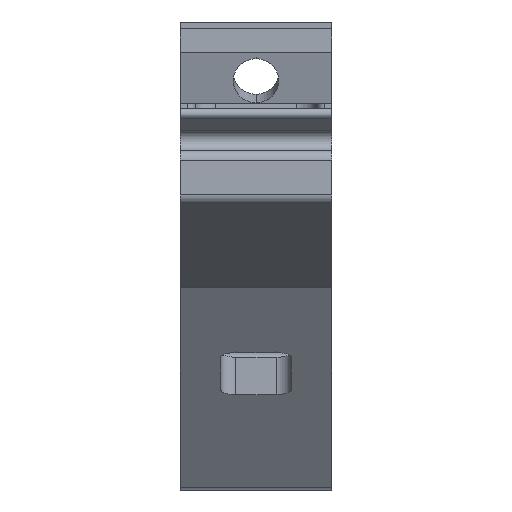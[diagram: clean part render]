
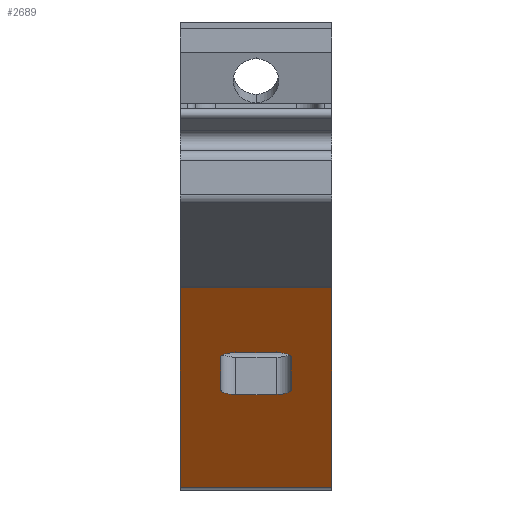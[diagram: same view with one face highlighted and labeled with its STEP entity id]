
A CAD part, front view. The second image highlights one B-rep face of the part: STEP entity #2689.
In plain terms, the highlighted planar face has unit normal (0, -0.309, -0.951).
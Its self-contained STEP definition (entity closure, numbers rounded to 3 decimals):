
#173 = CARTESIAN_POINT ( 'NONE',  ( 3.5, 13.971, -20.29 ) ) ;
#202 = VERTEX_POINT ( 'NONE', #6043 ) ;
#319 = CARTESIAN_POINT ( 'NONE',  ( 2., 13.35, -20.087 ) ) ;
#355 = LINE ( 'NONE', #5215, #356 ) ;
#356 = VECTOR ( 'NONE', #5354, 1000. ) ;
#538 = EDGE_CURVE ( 'NONE', #4327, #759, #3471, .T. ) ;
#607 = CARTESIAN_POINT ( 'NONE',  ( -3.5, 24.55, -23.733 ) ) ;
#656 = CARTESIAN_POINT ( 'NONE',  ( -7.5, -11.241, -12.083 ) ) ;
#725 = EDGE_CURVE ( 'NONE', #2861, #2825, #4312, .T. ) ;
#734 = VERTEX_POINT ( 'NONE', #5330 ) ;
#759 = VERTEX_POINT ( 'NONE', #5680 ) ;
#959 = CARTESIAN_POINT ( 'NONE',  ( -129.196, 26.05, -24.221 ) ) ;
#1103 =( BOUNDED_CURVE ( )  B_SPLINE_CURVE ( 3, ( #6828, #2929, #4049, #607 ),
 .UNSPECIFIED., .F., .F. ) 
 B_SPLINE_CURVE_WITH_KNOTS ( ( 4, 4 ),
 ( 0., 1.571 ),
 .UNSPECIFIED. ) 
 CURVE ( )  GEOMETRIC_REPRESENTATION_ITEM ( )  RATIONAL_B_SPLINE_CURVE ( ( 1., 0.805, 0.805, 1. ) ) 
 REPRESENTATION_ITEM ( '' )  );
#1174 = CARTESIAN_POINT ( 'NONE',  ( 7.5, 54.256, -33.403 ) ) ;
#1193 = EDGE_CURVE ( 'NONE', #734, #1702, #355, .T. ) ;
#1373 = EDGE_CURVE ( 'NONE', #7383, #6371, #7123, .T. ) ;
#1538 = LINE ( 'NONE', #4702, #7361 ) ;
#1588 = EDGE_CURVE ( 'NONE', #1702, #202, #3626, .T. ) ;
#1591 = CARTESIAN_POINT ( 'NONE',  ( -3.5, 14.85, -20.576 ) ) ;
#1655 = VECTOR ( 'NONE', #5238, 1000. ) ;
#1702 = VERTEX_POINT ( 'NONE', #3426 ) ;
#1824 = LINE ( 'NONE', #5106, #1655 ) ;
#1900 = LINE ( 'NONE', #3967, #6033 ) ;
#1905 = EDGE_CURVE ( 'NONE', #2700, #5174, #2998, .T. ) ;
#2136 = EDGE_CURVE ( 'NONE', #202, #2700, #2817, .T. ) ;
#2145 = VECTOR ( 'NONE', #5970, 1000. ) ;
#2207 = VECTOR ( 'NONE', #4703, 1000. ) ;
#2344 = EDGE_CURVE ( 'NONE', #5174, #4262, #1824, .T. ) ;
#2475 = DIRECTION ( 'NONE',  ( 0., -0.951, 0.31 ) ) ;
#2689 = ADVANCED_FACE ( 'NONE', ( #7195, #6121 ), #6797, .T. ) ;
#2700 = VERTEX_POINT ( 'NONE', #319 ) ;
#2743 = VECTOR ( 'NONE', #3075, 1000. ) ;
#2817 = LINE ( 'NONE', #4222, #2743 ) ;
#2825 = VERTEX_POINT ( 'NONE', #656 ) ;
#2861 = VERTEX_POINT ( 'NONE', #4413 ) ;
#2929 = CARTESIAN_POINT ( 'NONE',  ( -2.879, 26.05, -24.221 ) ) ;
#2998 =( BOUNDED_CURVE ( )  B_SPLINE_CURVE ( 3, ( #3126, #5979, #173, #5359 ),
 .UNSPECIFIED., .F., .T. ) 
 B_SPLINE_CURVE_WITH_KNOTS ( ( 4, 4 ),
 ( 0., 1.571 ),
 .UNSPECIFIED. ) 
 CURVE ( )  GEOMETRIC_REPRESENTATION_ITEM ( )  RATIONAL_B_SPLINE_CURVE ( ( 1., 0.805, 0.805, 1. ) ) 
 REPRESENTATION_ITEM ( '' )  );
#3022 = EDGE_CURVE ( 'NONE', #4262, #4327, #3993, .T. ) ;
#3075 = DIRECTION ( 'NONE',  ( 1., 0., 0. ) ) ;
#3126 = CARTESIAN_POINT ( 'NONE',  ( 2., 13.35, -20.087 ) ) ;
#3199 = ORIENTED_EDGE ( 'NONE', *, *, #2136, .T. ) ;
#3219 = ORIENTED_EDGE ( 'NONE', *, *, #1905, .T. ) ;
#3238 = CARTESIAN_POINT ( 'NONE',  ( -7.5, 54.256, -33.403 ) ) ;
#3242 = ORIENTED_EDGE ( 'NONE', *, *, #2344, .T. ) ;
#3292 = CARTESIAN_POINT ( 'NONE',  ( 2., 26.05, -24.221 ) ) ;
#3295 = ORIENTED_EDGE ( 'NONE', *, *, #3022, .T. ) ;
#3303 = ORIENTED_EDGE ( 'NONE', *, *, #538, .T. ) ;
#3328 = ORIENTED_EDGE ( 'NONE', *, *, #3456, .T. ) ;
#3359 = AXIS2_PLACEMENT_3D ( 'NONE', #6374, #6187, #5954 ) ;
#3363 = CARTESIAN_POINT ( 'NONE',  ( 2.879, 26.05, -24.221 ) ) ;
#3369 = CARTESIAN_POINT ( 'NONE',  ( 3.5, 24.55, -23.733 ) ) ;
#3378 = ORIENTED_EDGE ( 'NONE', *, *, #1193, .T. ) ;
#3409 = ORIENTED_EDGE ( 'NONE', *, *, #1588, .T. ) ;
#3421 = CARTESIAN_POINT ( 'NONE',  ( 3.5, 25.429, -24.019 ) ) ;
#3426 = CARTESIAN_POINT ( 'NONE',  ( -3.5, 14.85, -20.576 ) ) ;
#3456 = EDGE_CURVE ( 'NONE', #759, #734, #1103, .T. ) ;
#3471 = LINE ( 'NONE', #959, #2145 ) ;
#3472 = ORIENTED_EDGE ( 'NONE', *, *, #5450, .F. ) ;
#3477 = ORIENTED_EDGE ( 'NONE', *, *, #1373, .T. ) ;
#3492 = ORIENTED_EDGE ( 'NONE', *, *, #5013, .T. ) ;
#3501 = ORIENTED_EDGE ( 'NONE', *, *, #725, .T. ) ;
#3626 =( BOUNDED_CURVE ( )  B_SPLINE_CURVE ( 3, ( #1591, #5495, #7171, #3853 ),
 .UNSPECIFIED., .F., .T. ) 
 B_SPLINE_CURVE_WITH_KNOTS ( ( 4, 4 ),
 ( 4.712, 6.283 ),
 .UNSPECIFIED. ) 
 CURVE ( )  GEOMETRIC_REPRESENTATION_ITEM ( )  RATIONAL_B_SPLINE_CURVE ( ( 1., 0.805, 0.805, 1. ) ) 
 REPRESENTATION_ITEM ( '' )  );
#3853 = CARTESIAN_POINT ( 'NONE',  ( -2., 13.35, -20.087 ) ) ;
#3967 = CARTESIAN_POINT ( 'NONE',  ( 7.5, -33., -5. ) ) ;
#3993 =( BOUNDED_CURVE ( )  B_SPLINE_CURVE ( 3, ( #3369, #3421, #3363, #3292 ),
 .UNSPECIFIED., .F., .F. ) 
 B_SPLINE_CURVE_WITH_KNOTS ( ( 4, 4 ),
 ( 4.712, 6.283 ),
 .UNSPECIFIED. ) 
 CURVE ( )  GEOMETRIC_REPRESENTATION_ITEM ( )  RATIONAL_B_SPLINE_CURVE ( ( 1., 0.805, 0.805, 1. ) ) 
 REPRESENTATION_ITEM ( '' )  );
#4049 = CARTESIAN_POINT ( 'NONE',  ( -3.5, 25.429, -24.019 ) ) ;
#4222 = CARTESIAN_POINT ( 'NONE',  ( -129.196, 13.35, -20.087 ) ) ;
#4262 = VERTEX_POINT ( 'NONE', #6541 ) ;
#4312 = LINE ( 'NONE', #4662, #2207 ) ;
#4327 = VERTEX_POINT ( 'NONE', #4370 ) ;
#4370 = CARTESIAN_POINT ( 'NONE',  ( 2., 26.05, -24.221 ) ) ;
#4413 = CARTESIAN_POINT ( 'NONE',  ( 7.5, -11.241, -12.083 ) ) ;
#4662 = CARTESIAN_POINT ( 'NONE',  ( -27.054, -11.241, -12.083 ) ) ;
#4702 = CARTESIAN_POINT ( 'NONE',  ( -7.5, 54.256, -33.403 ) ) ;
#4703 = DIRECTION ( 'NONE',  ( -1., 0., 0. ) ) ;
#5013 = EDGE_CURVE ( 'NONE', #6371, #2861, #1900, .T. ) ;
#5106 = CARTESIAN_POINT ( 'NONE',  ( 3.5, -33., -5. ) ) ;
#5174 = VERTEX_POINT ( 'NONE', #6149 ) ;
#5215 = CARTESIAN_POINT ( 'NONE',  ( -3.5, -33., -5. ) ) ;
#5238 = DIRECTION ( 'NONE',  ( 0., 0.951, -0.31 ) ) ;
#5330 = CARTESIAN_POINT ( 'NONE',  ( -3.5, 24.55, -23.733 ) ) ;
#5354 = DIRECTION ( 'NONE',  ( 0., -0.951, 0.31 ) ) ;
#5359 = CARTESIAN_POINT ( 'NONE',  ( 3.5, 14.85, -20.576 ) ) ;
#5450 = EDGE_CURVE ( 'NONE', #7383, #2825, #1538, .T. ) ;
#5495 = CARTESIAN_POINT ( 'NONE',  ( -3.5, 13.971, -20.29 ) ) ;
#5680 = CARTESIAN_POINT ( 'NONE',  ( -2., 26.05, -24.221 ) ) ;
#5809 = EDGE_LOOP ( 'NONE', ( #3472, #3477, #3492, #3501 ) ) ;
#5954 = DIRECTION ( 'NONE',  ( 0., 0.951, -0.31 ) ) ;
#5970 = DIRECTION ( 'NONE',  ( -1., 0., 0. ) ) ;
#5979 = CARTESIAN_POINT ( 'NONE',  ( 2.879, 13.35, -20.087 ) ) ;
#6033 = VECTOR ( 'NONE', #6172, 1000. ) ;
#6043 = CARTESIAN_POINT ( 'NONE',  ( -2., 13.35, -20.087 ) ) ;
#6048 = EDGE_LOOP ( 'NONE', ( #3199, #3219, #3242, #3295, #3303, #3328, #3378, #3409 ) ) ;
#6121 = FACE_OUTER_BOUND ( 'NONE', #5809, .T. ) ;
#6149 = CARTESIAN_POINT ( 'NONE',  ( 3.5, 14.85, -20.576 ) ) ;
#6172 = DIRECTION ( 'NONE',  ( 0., -0.951, 0.31 ) ) ;
#6187 = DIRECTION ( 'NONE',  ( 0., -0.31, -0.951 ) ) ;
#6371 = VERTEX_POINT ( 'NONE', #1174 ) ;
#6374 = CARTESIAN_POINT ( 'NONE',  ( -129.196, -33., -5. ) ) ;
#6541 = CARTESIAN_POINT ( 'NONE',  ( 3.5, 24.55, -23.733 ) ) ;
#6797 = PLANE ( 'NONE',  #3359 ) ;
#6828 = CARTESIAN_POINT ( 'NONE',  ( -2., 26.05, -24.221 ) ) ;
#7091 = DIRECTION ( 'NONE',  ( 1., 0., 0. ) ) ;
#7121 = VECTOR ( 'NONE', #7091, 1000. ) ;
#7123 = LINE ( 'NONE', #7291, #7121 ) ;
#7171 = CARTESIAN_POINT ( 'NONE',  ( -2.879, 13.35, -20.087 ) ) ;
#7195 = FACE_BOUND ( 'NONE', #6048, .T. ) ;
#7291 = CARTESIAN_POINT ( 'NONE',  ( -129.196, 54.256, -33.403 ) ) ;
#7361 = VECTOR ( 'NONE', #2475, 1000. ) ;
#7383 = VERTEX_POINT ( 'NONE', #3238 ) ;
